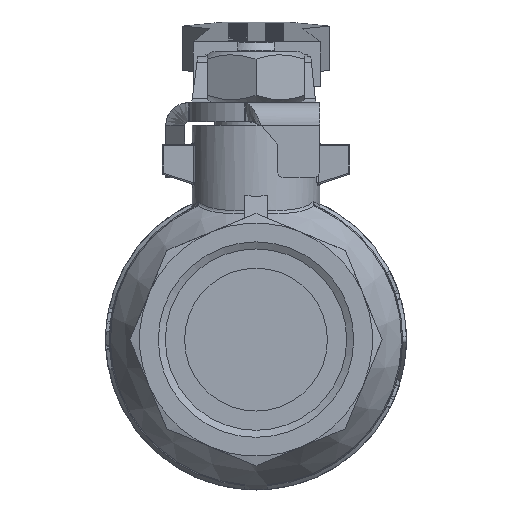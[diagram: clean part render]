
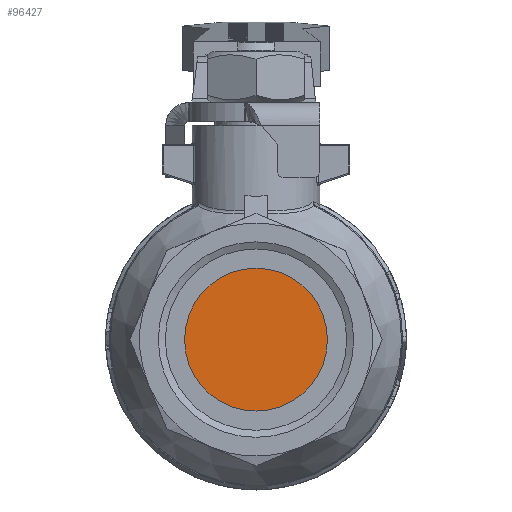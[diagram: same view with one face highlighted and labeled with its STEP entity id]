
A CAD part, left-side view. The second image highlights one B-rep face of the part: STEP entity #96427.
In plain terms, the highlighted planar face has unit normal (-1, 0, 0).
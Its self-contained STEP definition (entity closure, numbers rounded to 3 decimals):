
#95846=CARTESIAN_POINT('',(-15.776,0.,-9.5));
#95847=VERTEX_POINT('',#95846);
#95848=CARTESIAN_POINT('',(-15.776,0.0,0.0));
#95849=DIRECTION('',(1.0,0.0,0.0));
#95850=DIRECTION('',(0.0,0.0,1.0));
#95851=AXIS2_PLACEMENT_3D('',#95848,#95849,#95850);
#95852=CIRCLE('',#95851,9.5);
#95853=EDGE_CURVE('',#95847,#95847,#95852,.T.);
#96419=CARTESIAN_POINT('',(-15.776,0.0,-6.972));
#96420=DIRECTION('',(-1.0,0.0,0.0));
#96421=DIRECTION('',(0.0,0.0,1.0));
#96422=AXIS2_PLACEMENT_3D('',#96419,#96420,#96421);
#96423=PLANE('',#96422);
#96424=ORIENTED_EDGE('',*,*,#95853,.F.);
#96425=EDGE_LOOP('',(#96424));
#96426=FACE_OUTER_BOUND('',#96425,.T.);
#96427=ADVANCED_FACE('',(#96426),#96423,.T.);
